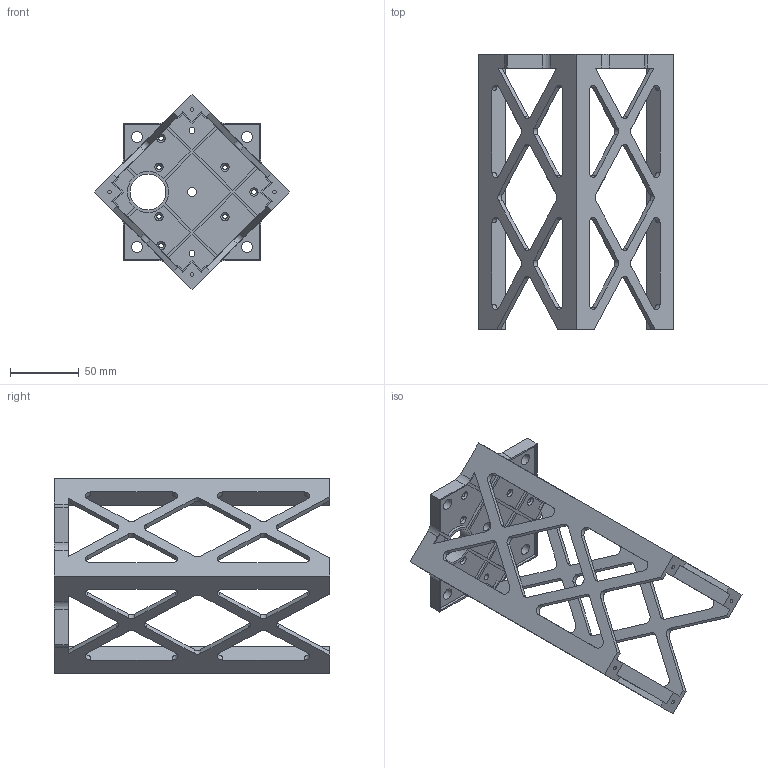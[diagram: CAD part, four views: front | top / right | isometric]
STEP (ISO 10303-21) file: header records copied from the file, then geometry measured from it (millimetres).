
FILE_DESCRIPTION(/* description */ ('','CAx-IF Rec.Pracs.---Representation and Presentation of Product Manufacturing Information (PMI)---4.0---2014-10-13'),/* implementation_level */ '2;1');
FILE_NAME(/* name */ 'sensors-plate_lidar3d_generic-support.step',/* time_stamp */ '2024-12-01T23:35:50Z',/* author */ (''),/* organization */ (''),/* preprocessor_version */ 'ST-DEVELOPER v20',/* originating_system */ 'Autodesk Translation Framework v13.20.0.188',/* authorisation */ '');
FILE_SCHEMA (('AP242_MANAGED_MODEL_BASED_3D_ENGINEERING_MIM_LF { 1 0 10303 442 1 1 4 }'));
Length unit declared in the file: millimetre
Products named in the file (1): Support LiDAR 3D
Bounding box: 141.42 x 200 x 141.42 mm (x, y, z)
Volume: 291115.4 mm3; surface area: 115266.6 mm2
Topology: 1 solids, 1 shells, 291 faces, 912 edges, 608 vertices
Faces by surface type: plane 179, cylinder 105, cone 7
Full cylindrical faces by diameter (mm): 2.8 x4, 3.3 x7, 6.65 x1, 8.3 x4, 26 x1
Entity records: 10319 total; most frequent: ORIENTED_EDGE 1824, CARTESIAN_POINT 1812, DIRECTION 1720, EDGE_CURVE 912, LINE 688, VECTOR 688, VERTEX_POINT 608, AXIS2_PLACEMENT_3D 516
